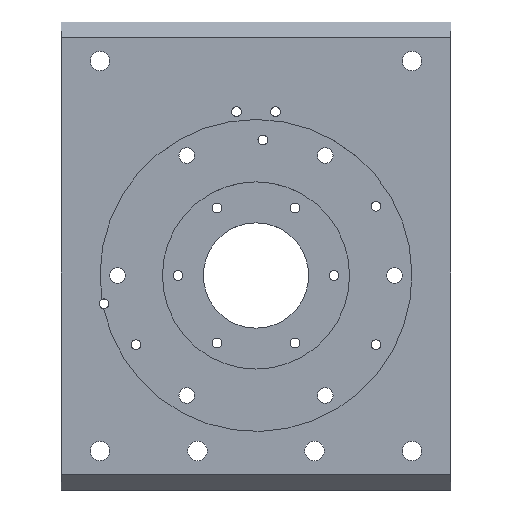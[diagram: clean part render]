
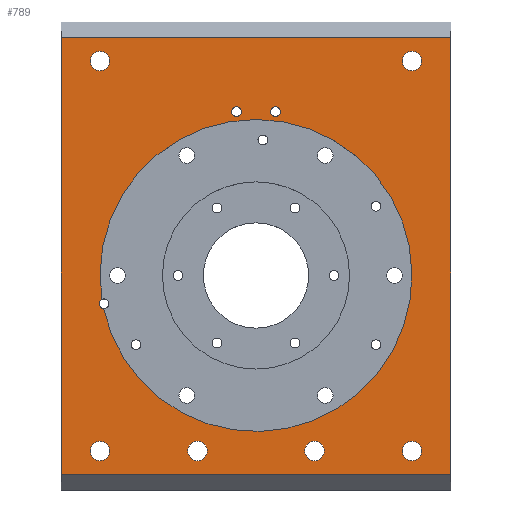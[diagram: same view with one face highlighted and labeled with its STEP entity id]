
A CAD part, top view. The second image highlights one B-rep face of the part: STEP entity #789.
In plain terms, the highlighted planar face has unit normal (0, 0, 1).
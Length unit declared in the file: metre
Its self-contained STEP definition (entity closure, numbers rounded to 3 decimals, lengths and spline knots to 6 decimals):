
#17=PLANE('',#868);
#27=CIRCLE('',#841,0.04);
#49=CIRCLE('',#869,0.00125);
#50=CIRCLE('',#870,0.00125);
#51=CIRCLE('',#871,0.00125);
#52=CIRCLE('',#872,0.0025);
#53=CIRCLE('',#873,0.0025);
#54=CIRCLE('',#874,0.0025);
#55=CIRCLE('',#875,0.0025);
#56=CIRCLE('',#876,0.0025);
#57=CIRCLE('',#877,0.0025);
#142=ORIENTED_EDGE('',*,*,#318,.T.);
#143=ORIENTED_EDGE('',*,*,#319,.T.);
#144=ORIENTED_EDGE('',*,*,#269,.F.);
#145=ORIENTED_EDGE('',*,*,#320,.T.);
#146=ORIENTED_EDGE('',*,*,#321,.F.);
#147=ORIENTED_EDGE('',*,*,#322,.F.);
#148=ORIENTED_EDGE('',*,*,#323,.F.);
#149=ORIENTED_EDGE('',*,*,#324,.F.);
#150=ORIENTED_EDGE('',*,*,#325,.F.);
#151=ORIENTED_EDGE('',*,*,#326,.F.);
#152=ORIENTED_EDGE('',*,*,#312,.T.);
#153=ORIENTED_EDGE('',*,*,#327,.T.);
#154=ORIENTED_EDGE('',*,*,#279,.F.);
#155=ORIENTED_EDGE('',*,*,#328,.T.);
#269=EDGE_CURVE('',#359,#361,#27,.T.);
#279=EDGE_CURVE('',#370,#371,#447,.T.);
#312=EDGE_CURVE('',#401,#400,#460,.T.);
#318=EDGE_CURVE('',#403,#403,#49,.T.);
#319=EDGE_CURVE('',#404,#404,#50,.T.);
#320=EDGE_CURVE('',#359,#361,#51,.F.);
#321=EDGE_CURVE('',#405,#405,#52,.T.);
#322=EDGE_CURVE('',#406,#406,#53,.T.);
#323=EDGE_CURVE('',#407,#407,#54,.T.);
#324=EDGE_CURVE('',#408,#408,#55,.T.);
#325=EDGE_CURVE('',#409,#409,#56,.T.);
#326=EDGE_CURVE('',#410,#410,#57,.T.);
#327=EDGE_CURVE('',#400,#371,#466,.T.);
#328=EDGE_CURVE('',#370,#401,#467,.T.);
#359=VERTEX_POINT('',#1186);
#361=VERTEX_POINT('',#1189);
#370=VERTEX_POINT('',#1208);
#371=VERTEX_POINT('',#1210);
#400=VERTEX_POINT('',#1274);
#401=VERTEX_POINT('',#1276);
#403=VERTEX_POINT('',#1286);
#404=VERTEX_POINT('',#1288);
#405=VERTEX_POINT('',#1291);
#406=VERTEX_POINT('',#1293);
#407=VERTEX_POINT('',#1295);
#408=VERTEX_POINT('',#1297);
#409=VERTEX_POINT('',#1299);
#410=VERTEX_POINT('',#1301);
#447=LINE('',#1209,#479);
#460=LINE('',#1275,#492);
#466=LINE('',#1302,#498);
#467=LINE('',#1303,#499);
#479=VECTOR('',#962,1.);
#492=VECTOR('',#1021,1.);
#498=VECTOR('',#1049,1.);
#499=VECTOR('',#1050,1.);
#528=EDGE_LOOP('',(#142));
#529=EDGE_LOOP('',(#143));
#530=EDGE_LOOP('',(#144,#145));
#531=EDGE_LOOP('',(#146));
#532=EDGE_LOOP('',(#147));
#533=EDGE_LOOP('',(#148));
#534=EDGE_LOOP('',(#149));
#535=EDGE_LOOP('',(#150));
#536=EDGE_LOOP('',(#151));
#537=EDGE_LOOP('',(#152,#153,#154,#155));
#654=FACE_BOUND('',#528,.T.);
#655=FACE_BOUND('',#529,.T.);
#656=FACE_BOUND('',#530,.T.);
#657=FACE_BOUND('',#531,.T.);
#658=FACE_BOUND('',#532,.T.);
#659=FACE_BOUND('',#533,.T.);
#660=FACE_BOUND('',#534,.T.);
#661=FACE_BOUND('',#535,.T.);
#662=FACE_BOUND('',#536,.T.);
#663=FACE_BOUND('',#537,.T.);
#789=ADVANCED_FACE('',(#654,#655,#656,#657,#658,#659,#660,#661,#662,#663),
#17,.T.);
#841=AXIS2_PLACEMENT_3D('',#1188,#948,#949);
#868=AXIS2_PLACEMENT_3D('',#1284,#1029,#1030);
#869=AXIS2_PLACEMENT_3D('',#1285,#1031,#1032);
#870=AXIS2_PLACEMENT_3D('',#1287,#1033,#1034);
#871=AXIS2_PLACEMENT_3D('',#1289,#1035,#1036);
#872=AXIS2_PLACEMENT_3D('',#1290,#1037,#1038);
#873=AXIS2_PLACEMENT_3D('',#1292,#1039,#1040);
#874=AXIS2_PLACEMENT_3D('',#1294,#1041,#1042);
#875=AXIS2_PLACEMENT_3D('',#1296,#1043,#1044);
#876=AXIS2_PLACEMENT_3D('',#1298,#1045,#1046);
#877=AXIS2_PLACEMENT_3D('',#1300,#1047,#1048);
#948=DIRECTION('',(0.,0.,1.));
#949=DIRECTION('',(1.,0.,0.));
#962=DIRECTION('',(0.,1.,0.));
#1021=DIRECTION('',(0.,1.,0.));
#1029=DIRECTION('',(0.,0.,1.));
#1030=DIRECTION('',(1.,0.,0.));
#1031=DIRECTION('',(0.,0.,-1.));
#1032=DIRECTION('',(1.,0.,0.));
#1033=DIRECTION('',(0.,0.,-1.));
#1034=DIRECTION('',(1.,0.,0.));
#1035=DIRECTION('',(0.,0.,1.));
#1036=DIRECTION('',(1.,0.,0.));
#1037=DIRECTION('',(0.,0.,1.));
#1038=DIRECTION('',(1.,0.,0.));
#1039=DIRECTION('',(0.,0.,1.));
#1040=DIRECTION('',(1.,0.,0.));
#1041=DIRECTION('',(0.,0.,1.));
#1042=DIRECTION('',(1.,0.,0.));
#1043=DIRECTION('',(0.,0.,1.));
#1044=DIRECTION('',(1.,0.,0.));
#1045=DIRECTION('',(0.,0.,1.));
#1046=DIRECTION('',(1.,0.,0.));
#1047=DIRECTION('',(0.,0.,1.));
#1048=DIRECTION('',(1.,0.,0.));
#1049=DIRECTION('',(-1.,0.,0.));
#1050=DIRECTION('',(1.,0.,0.));
#1186=CARTESIAN_POINT('',(-0.039087,-0.008496,0.01));
#1188=CARTESIAN_POINT('',(0.,0.,0.01));
#1189=CARTESIAN_POINT('',(-0.039527,-0.006132,0.01));
#1208=CARTESIAN_POINT('',(-0.05,-0.051,0.01));
#1209=CARTESIAN_POINT('',(-0.05,0.005,0.01));
#1210=CARTESIAN_POINT('',(-0.05,0.061,0.01));
#1274=CARTESIAN_POINT('',(0.05,0.061,0.01));
#1275=CARTESIAN_POINT('',(0.05,0.005,0.01));
#1276=CARTESIAN_POINT('',(0.05,-0.051,0.01));
#1284=CARTESIAN_POINT('',(0.,0.005,0.01));
#1285=CARTESIAN_POINT('',(-0.005,0.042,0.01));
#1286=CARTESIAN_POINT('',(-0.00375,0.042,0.01));
#1287=CARTESIAN_POINT('',(0.005,0.042,0.01));
#1288=CARTESIAN_POINT('',(0.00625,0.042,0.01));
#1289=CARTESIAN_POINT('',(-0.03897,-0.007251,0.01));
#1290=CARTESIAN_POINT('',(0.04,-0.045,0.01));
#1291=CARTESIAN_POINT('',(0.0425,-0.045,0.01));
#1292=CARTESIAN_POINT('',(0.015,-0.045,0.01));
#1293=CARTESIAN_POINT('',(0.0175,-0.045,0.01));
#1294=CARTESIAN_POINT('',(-0.015,-0.045,0.01));
#1295=CARTESIAN_POINT('',(-0.0125,-0.045,0.01));
#1296=CARTESIAN_POINT('',(-0.04,-0.045,0.01));
#1297=CARTESIAN_POINT('',(-0.0375,-0.045,0.01));
#1298=CARTESIAN_POINT('',(-0.04,0.055,0.01));
#1299=CARTESIAN_POINT('',(-0.0375,0.055,0.01));
#1300=CARTESIAN_POINT('',(0.04,0.055,0.01));
#1301=CARTESIAN_POINT('',(0.0425,0.055,0.01));
#1302=CARTESIAN_POINT('',(-0.05,0.061,0.01));
#1303=CARTESIAN_POINT('',(0.,-0.051,0.01));
